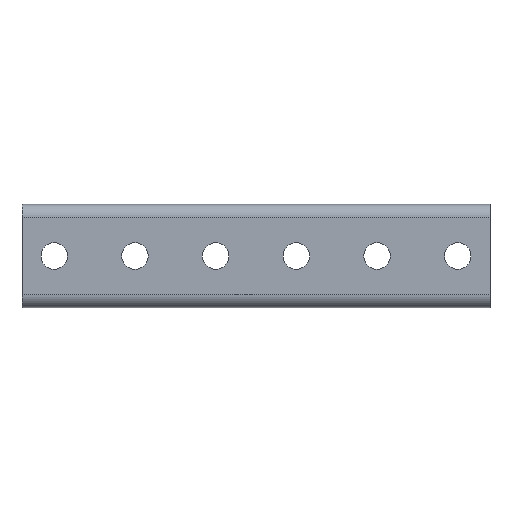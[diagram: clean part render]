
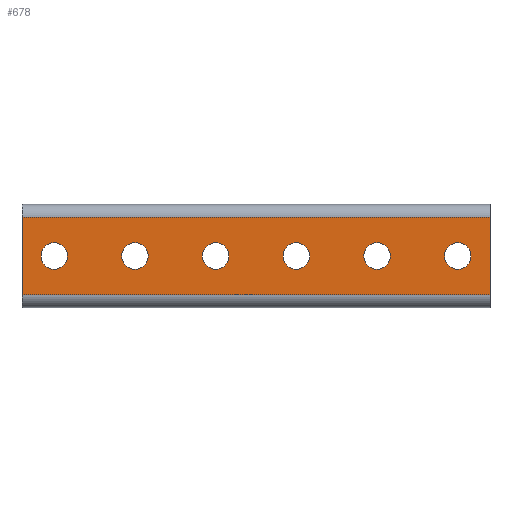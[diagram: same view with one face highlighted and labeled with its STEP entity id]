
A CAD part, front view. The second image highlights one B-rep face of the part: STEP entity #678.
In plain terms, the highlighted planar face has unit normal (0, -1, 0).
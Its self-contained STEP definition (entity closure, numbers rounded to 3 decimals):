
#12 = CARTESIAN_POINT ( 'NONE',  ( 10., 0., -16. ) ) ;
#17 = DIRECTION ( 'NONE',  ( 0., 0., -1. ) ) ;
#21 = DIRECTION ( 'NONE',  ( 0., 0., -1. ) ) ;
#31 = ORIENTED_EDGE ( 'NONE', *, *, #953, .F. ) ;
#33 = DIRECTION ( 'NONE',  ( -1., 0., 0. ) ) ;
#43 = AXIS2_PLACEMENT_3D ( 'NONE', #257, #269, #21 ) ;
#52 = CARTESIAN_POINT ( 'NONE',  ( 60., 0., -11.9 ) ) ;
#56 = ORIENTED_EDGE ( 'NONE', *, *, #565, .F. ) ;
#59 = DIRECTION ( 'NONE',  ( 0., 0., -1. ) ) ;
#69 = ORIENTED_EDGE ( 'NONE', *, *, #725, .F. ) ;
#73 = FACE_BOUND ( 'NONE', #1019, .T. ) ;
#74 = CARTESIAN_POINT ( 'NONE',  ( 10., 0., -11.9 ) ) ;
#92 = ORIENTED_EDGE ( 'NONE', *, *, #793, .F. ) ;
#108 = CARTESIAN_POINT ( 'NONE',  ( 35., 0., -20.1 ) ) ;
#111 = CIRCLE ( 'NONE', #344, 4.1 ) ;
#114 = EDGE_CURVE ( 'NONE', #669, #214, #807, .T. ) ;
#116 = CARTESIAN_POINT ( 'NONE',  ( 60., 0., -16. ) ) ;
#120 = DIRECTION ( 'NONE',  ( 0., 1., 0. ) ) ;
#128 = EDGE_LOOP ( 'NONE', ( #231, #56 ) ) ;
#131 = EDGE_CURVE ( 'NONE', #1018, #975, #902, .T. ) ;
#135 = CARTESIAN_POINT ( 'NONE',  ( 10., 0., -16. ) ) ;
#142 = EDGE_LOOP ( 'NONE', ( #666, #92, #1032, #413 ) ) ;
#150 = DIRECTION ( 'NONE',  ( 0., 0., -1. ) ) ;
#154 = FACE_BOUND ( 'NONE', #846, .T. ) ;
#189 = EDGE_CURVE ( 'NONE', #561, #572, #848, .T. ) ;
#197 = CARTESIAN_POINT ( 'NONE',  ( 0., 0., -4. ) ) ;
#198 = LINE ( 'NONE', #912, #329 ) ;
#202 = DIRECTION ( 'NONE',  ( 0., -1., 0. ) ) ;
#205 = CARTESIAN_POINT ( 'NONE',  ( 0., 0., -32. ) ) ;
#206 = DIRECTION ( 'NONE',  ( 0., -1., 0. ) ) ;
#208 = AXIS2_PLACEMENT_3D ( 'NONE', #12, #501, #341 ) ;
#211 = DIRECTION ( 'NONE',  ( 0., 0., -1. ) ) ;
#214 = VERTEX_POINT ( 'NONE', #52 ) ;
#224 = VECTOR ( 'NONE', #33, 1000. ) ;
#226 = CIRCLE ( 'NONE', #331, 4.1 ) ;
#231 = ORIENTED_EDGE ( 'NONE', *, *, #324, .F. ) ;
#232 = AXIS2_PLACEMENT_3D ( 'NONE', #116, #742, #150 ) ;
#233 = ORIENTED_EDGE ( 'NONE', *, *, #591, .F. ) ;
#235 = CARTESIAN_POINT ( 'NONE',  ( 85., 0., -20.1 ) ) ;
#237 = EDGE_CURVE ( 'NONE', #385, #443, #935, .T. ) ;
#238 = VECTOR ( 'NONE', #739, 1000. ) ;
#252 = ORIENTED_EDGE ( 'NONE', *, *, #526, .F. ) ;
#256 = ORIENTED_EDGE ( 'NONE', *, *, #114, .F. ) ;
#257 = CARTESIAN_POINT ( 'NONE',  ( 110., 0., -16. ) ) ;
#269 = DIRECTION ( 'NONE',  ( 0., -1., 0. ) ) ;
#276 = EDGE_LOOP ( 'NONE', ( #432, #812 ) ) ;
#282 = FACE_BOUND ( 'NONE', #817, .T. ) ;
#297 = FACE_BOUND ( 'NONE', #128, .T. ) ;
#299 = DIRECTION ( 'NONE',  ( 0., -1., 0. ) ) ;
#324 = EDGE_CURVE ( 'NONE', #325, #759, #621, .T. ) ;
#325 = VERTEX_POINT ( 'NONE', #380 ) ;
#329 = VECTOR ( 'NONE', #523, 1000. ) ;
#330 = LINE ( 'NONE', #205, #238 ) ;
#331 = AXIS2_PLACEMENT_3D ( 'NONE', #958, #810, #17 ) ;
#341 = DIRECTION ( 'NONE',  ( 0., 0., -1. ) ) ;
#344 = AXIS2_PLACEMENT_3D ( 'NONE', #584, #746, #355 ) ;
#352 = CIRCLE ( 'NONE', #733, 4.1 ) ;
#355 = DIRECTION ( 'NONE',  ( 0., 0., -1. ) ) ;
#358 = DIRECTION ( 'NONE',  ( 0., 0., 1. ) ) ;
#380 = CARTESIAN_POINT ( 'NONE',  ( 110., 0., -20.1 ) ) ;
#382 = AXIS2_PLACEMENT_3D ( 'NONE', #777, #299, #1007 ) ;
#385 = VERTEX_POINT ( 'NONE', #463 ) ;
#391 = CARTESIAN_POINT ( 'NONE',  ( 35., 0., -16. ) ) ;
#400 = DIRECTION ( 'NONE',  ( 0., -1., 0. ) ) ;
#402 = CARTESIAN_POINT ( 'NONE',  ( 135., 0., -11.9 ) ) ;
#412 = VERTEX_POINT ( 'NONE', #235 ) ;
#413 = ORIENTED_EDGE ( 'NONE', *, *, #689, .F. ) ;
#421 = CARTESIAN_POINT ( 'NONE',  ( 135., 0., -20.1 ) ) ;
#425 = AXIS2_PLACEMENT_3D ( 'NONE', #391, #541, #1015 ) ;
#427 = CARTESIAN_POINT ( 'NONE',  ( 85., 0., -11.9 ) ) ;
#432 = ORIENTED_EDGE ( 'NONE', *, *, #237, .F. ) ;
#443 = VERTEX_POINT ( 'NONE', #74 ) ;
#447 = CARTESIAN_POINT ( 'NONE',  ( 35., 0., -11.9 ) ) ;
#463 = CARTESIAN_POINT ( 'NONE',  ( 10., 0., -20.1 ) ) ;
#476 = CIRCLE ( 'NONE', #43, 4.1 ) ;
#486 = FACE_BOUND ( 'NONE', #276, .T. ) ;
#488 = CARTESIAN_POINT ( 'NONE',  ( 145., 0., -4. ) ) ;
#498 = CARTESIAN_POINT ( 'NONE',  ( 60., 0., -20.1 ) ) ;
#501 = DIRECTION ( 'NONE',  ( 0., -1., 0. ) ) ;
#506 = CARTESIAN_POINT ( 'NONE',  ( 0., 0., 0. ) ) ;
#523 = DIRECTION ( 'NONE',  ( 0., 0., -1. ) ) ;
#524 = CIRCLE ( 'NONE', #425, 4.1 ) ;
#525 = DIRECTION ( 'NONE',  ( 0., -1., 0. ) ) ;
#526 = EDGE_CURVE ( 'NONE', #572, #561, #352, .T. ) ;
#541 = DIRECTION ( 'NONE',  ( 0., -1., 0. ) ) ;
#543 = ORIENTED_EDGE ( 'NONE', *, *, #755, .F. ) ;
#561 = VERTEX_POINT ( 'NONE', #402 ) ;
#565 = EDGE_CURVE ( 'NONE', #759, #325, #476, .T. ) ;
#572 = VERTEX_POINT ( 'NONE', #421 ) ;
#584 = CARTESIAN_POINT ( 'NONE',  ( 35., 0., -16. ) ) ;
#591 = EDGE_CURVE ( 'NONE', #214, #669, #226, .T. ) ;
#614 = VERTEX_POINT ( 'NONE', #488 ) ;
#618 = EDGE_CURVE ( 'NONE', #443, #385, #650, .T. ) ;
#621 = CIRCLE ( 'NONE', #382, 4.1 ) ;
#629 = DIRECTION ( 'NONE',  ( 0., 0., -1. ) ) ;
#650 = CIRCLE ( 'NONE', #208, 4.1 ) ;
#666 = ORIENTED_EDGE ( 'NONE', *, *, #131, .T. ) ;
#669 = VERTEX_POINT ( 'NONE', #498 ) ;
#677 = DIRECTION ( 'NONE',  ( 0., 0., -1. ) ) ;
#678 = ADVANCED_FACE ( 'NONE', ( #979, #486, #844, #73, #154, #297, #282 ), #977, .F. ) ;
#684 = VERTEX_POINT ( 'NONE', #108 ) ;
#687 = CARTESIAN_POINT ( 'NONE',  ( 0., 0., -28. ) ) ;
#688 = DIRECTION ( 'NONE',  ( 0., 0., -1. ) ) ;
#689 = EDGE_CURVE ( 'NONE', #1018, #730, #330, .T. ) ;
#711 = AXIS2_PLACEMENT_3D ( 'NONE', #924, #1010, #59 ) ;
#725 = EDGE_CURVE ( 'NONE', #821, #412, #768, .T. ) ;
#730 = VERTEX_POINT ( 'NONE', #197 ) ;
#733 = AXIS2_PLACEMENT_3D ( 'NONE', #943, #400, #629 ) ;
#739 = DIRECTION ( 'NONE',  ( 0., 0., 1. ) ) ;
#742 = DIRECTION ( 'NONE',  ( 0., -1., 0. ) ) ;
#743 = EDGE_CURVE ( 'NONE', #614, #730, #766, .T. ) ;
#746 = DIRECTION ( 'NONE',  ( 0., -1., 0. ) ) ;
#748 = AXIS2_PLACEMENT_3D ( 'NONE', #749, #206, #211 ) ;
#749 = CARTESIAN_POINT ( 'NONE',  ( 135., 0., -16. ) ) ;
#752 = DIRECTION ( 'NONE',  ( 1., 0., 0. ) ) ;
#755 = EDGE_CURVE ( 'NONE', #892, #684, #111, .T. ) ;
#759 = VERTEX_POINT ( 'NONE', #814 ) ;
#766 = LINE ( 'NONE', #898, #224 ) ;
#768 = CIRCLE ( 'NONE', #950, 4.1 ) ;
#777 = CARTESIAN_POINT ( 'NONE',  ( 110., 0., -16. ) ) ;
#793 = EDGE_CURVE ( 'NONE', #614, #975, #198, .T. ) ;
#807 = CIRCLE ( 'NONE', #232, 4.1 ) ;
#810 = DIRECTION ( 'NONE',  ( 0., -1., 0. ) ) ;
#812 = ORIENTED_EDGE ( 'NONE', *, *, #618, .F. ) ;
#814 = CARTESIAN_POINT ( 'NONE',  ( 110., 0., -11.9 ) ) ;
#817 = EDGE_LOOP ( 'NONE', ( #252, #853 ) ) ;
#821 = VERTEX_POINT ( 'NONE', #427 ) ;
#844 = FACE_OUTER_BOUND ( 'NONE', #142, .T. ) ;
#846 = EDGE_LOOP ( 'NONE', ( #952, #69 ) ) ;
#848 = CIRCLE ( 'NONE', #748, 4.1 ) ;
#849 = EDGE_CURVE ( 'NONE', #412, #821, #930, .T. ) ;
#853 = ORIENTED_EDGE ( 'NONE', *, *, #189, .F. ) ;
#886 = AXIS2_PLACEMENT_3D ( 'NONE', #135, #525, #688 ) ;
#892 = VERTEX_POINT ( 'NONE', #447 ) ;
#893 = CARTESIAN_POINT ( 'NONE',  ( 85., 0., -16. ) ) ;
#898 = CARTESIAN_POINT ( 'NONE',  ( 145., 0., -4. ) ) ;
#902 = LINE ( 'NONE', #687, #934 ) ;
#912 = CARTESIAN_POINT ( 'NONE',  ( 145., 0., -32. ) ) ;
#924 = CARTESIAN_POINT ( 'NONE',  ( 85., 0., -16. ) ) ;
#929 = CARTESIAN_POINT ( 'NONE',  ( 0., 0., -28. ) ) ;
#930 = CIRCLE ( 'NONE', #711, 4.1 ) ;
#934 = VECTOR ( 'NONE', #752, 1000. ) ;
#935 = CIRCLE ( 'NONE', #886, 4.1 ) ;
#941 = CARTESIAN_POINT ( 'NONE',  ( 145., 0., -28. ) ) ;
#943 = CARTESIAN_POINT ( 'NONE',  ( 135., 0., -16. ) ) ;
#944 = AXIS2_PLACEMENT_3D ( 'NONE', #506, #120, #358 ) ;
#950 = AXIS2_PLACEMENT_3D ( 'NONE', #893, #202, #677 ) ;
#952 = ORIENTED_EDGE ( 'NONE', *, *, #849, .F. ) ;
#953 = EDGE_CURVE ( 'NONE', #684, #892, #524, .T. ) ;
#958 = CARTESIAN_POINT ( 'NONE',  ( 60., 0., -16. ) ) ;
#975 = VERTEX_POINT ( 'NONE', #941 ) ;
#977 = PLANE ( 'NONE',  #944 ) ;
#979 = FACE_BOUND ( 'NONE', #984, .T. ) ;
#984 = EDGE_LOOP ( 'NONE', ( #31, #543 ) ) ;
#1007 = DIRECTION ( 'NONE',  ( 0., 0., -1. ) ) ;
#1010 = DIRECTION ( 'NONE',  ( 0., -1., 0. ) ) ;
#1015 = DIRECTION ( 'NONE',  ( 0., 0., -1. ) ) ;
#1018 = VERTEX_POINT ( 'NONE', #929 ) ;
#1019 = EDGE_LOOP ( 'NONE', ( #256, #233 ) ) ;
#1032 = ORIENTED_EDGE ( 'NONE', *, *, #743, .T. ) ;
